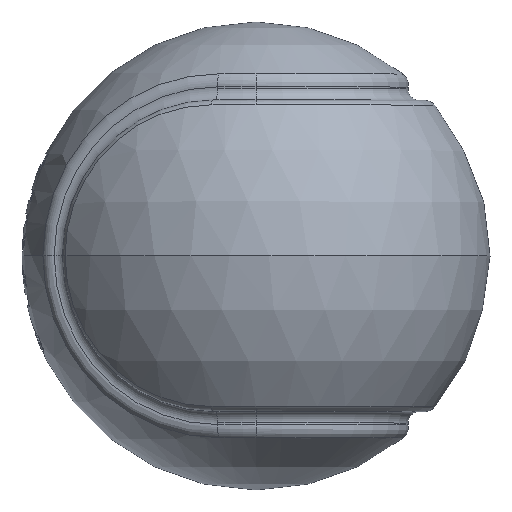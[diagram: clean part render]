
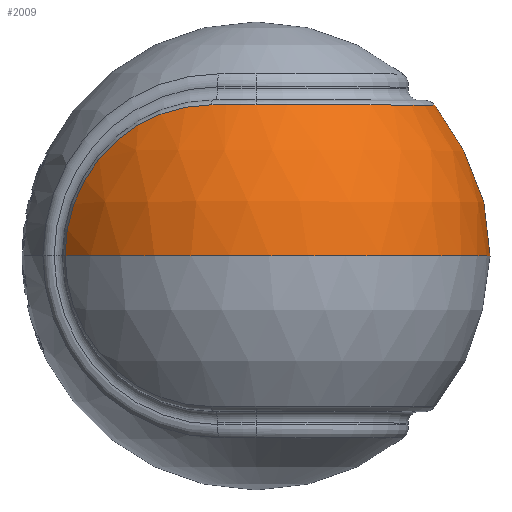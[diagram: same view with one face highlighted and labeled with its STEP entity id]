
A CAD part, top view. The second image highlights one B-rep face of the part: STEP entity #2009.
In plain terms, the highlighted spherical face has radius 50 mm.
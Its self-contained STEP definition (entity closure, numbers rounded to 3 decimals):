
#65 = CARTESIAN_POINT ( 'NONE',  ( 0., 32.221, 38.233 ) ) ;
#93 = CARTESIAN_POINT ( 'NONE',  ( 0., 0., 0. ) ) ;
#124 = ORIENTED_EDGE ( 'NONE', *, *, #1134, .T. ) ;
#194 = CARTESIAN_POINT ( 'NONE',  ( -9.635, 0., -36.999 ) ) ;
#255 = CIRCLE ( 'NONE', #4489, 38.233 ) ;
#262 = ORIENTED_EDGE ( 'NONE', *, *, #1017, .T. ) ;
#277 = DIRECTION ( 'NONE',  ( 0., 0., -1. ) ) ;
#309 = CIRCLE ( 'NONE', #840, 38.233 ) ;
#321 = EDGE_CURVE ( 'NONE', #1529, #2493, #255, .T. ) ;
#356 = ORIENTED_EDGE ( 'NONE', *, *, #560, .T. ) ;
#373 = CARTESIAN_POINT ( 'NONE',  ( 0., 32.221, 0. ) ) ;
#450 = CIRCLE ( 'NONE', #592, 50. ) ;
#477 = CARTESIAN_POINT ( 'NONE',  ( 0., 0., 0. ) ) ;
#511 = DIRECTION ( 'NONE',  ( 0., 0., 1. ) ) ;
#520 = CIRCLE ( 'NONE', #3483, 50. ) ;
#560 = EDGE_CURVE ( 'NONE', #4012, #2904, #450, .T. ) ;
#592 = AXIS2_PLACEMENT_3D ( 'NONE', #93, #2866, #511 ) ;
#596 = DIRECTION ( 'NONE',  ( 0.968, 0., -0.252 ) ) ;
#705 = DIRECTION ( 'NONE',  ( -0.252, 0., 0.968 ) ) ;
#711 = EDGE_CURVE ( 'NONE', #4012, #4998, #520, .T. ) ;
#766 = DIRECTION ( 'NONE',  ( 0., 0., -1. ) ) ;
#840 = AXIS2_PLACEMENT_3D ( 'NONE', #373, #3128, #766 ) ;
#868 = DIRECTION ( 'NONE',  ( 0., -1., 0. ) ) ;
#1017 = EDGE_CURVE ( 'NONE', #2493, #4998, #2651, .T. ) ;
#1084 = EDGE_CURVE ( 'NONE', #1404, #2951, #1472, .T. ) ;
#1134 = EDGE_CURVE ( 'NONE', #2951, #1529, #309, .T. ) ;
#1289 = CIRCLE ( 'NONE', #5074, 32.221 ) ;
#1292 = CARTESIAN_POINT ( 'NONE',  ( 0., 32.221, 0. ) ) ;
#1384 = ORIENTED_EDGE ( 'NONE', *, *, #3321, .T. ) ;
#1404 = VERTEX_POINT ( 'NONE', #3876 ) ;
#1472 = CIRCLE ( 'NONE', #4926, 38.233 ) ;
#1480 = CARTESIAN_POINT ( 'NONE',  ( -9.635, 32.221, 36.999 ) ) ;
#1529 = VERTEX_POINT ( 'NONE', #65 ) ;
#1687 = DIRECTION ( 'NONE',  ( 0., 0., -1. ) ) ;
#1772 = AXIS2_PLACEMENT_3D ( 'NONE', #477, #868, #4429 ) ;
#1893 = CARTESIAN_POINT ( 'NONE',  ( 0., 32.221, 0. ) ) ;
#2009 = ADVANCED_FACE ( 'NONE', ( #3359 ), #2412, .T. ) ;
#2294 = DIRECTION ( 'NONE',  ( 0., 0., -1. ) ) ;
#2342 = CARTESIAN_POINT ( 'NONE',  ( 0., 32.221, -38.233 ) ) ;
#2354 = ORIENTED_EDGE ( 'NONE', *, *, #711, .F. ) ;
#2412 = SPHERICAL_SURFACE ( 'NONE', #1772, 50. ) ;
#2493 = VERTEX_POINT ( 'NONE', #1480 ) ;
#2640 = DIRECTION ( 'NONE',  ( 0., -1., 0. ) ) ;
#2651 = CIRCLE ( 'NONE', #4120, 32.221 ) ;
#2703 = CARTESIAN_POINT ( 'NONE',  ( -40.816, 0., -28.88 ) ) ;
#2866 = DIRECTION ( 'NONE',  ( 0., 1., 0. ) ) ;
#2904 = VERTEX_POINT ( 'NONE', #2703 ) ;
#2951 = VERTEX_POINT ( 'NONE', #2342 ) ;
#2952 = DIRECTION ( 'NONE',  ( -0.252, 0., -0.968 ) ) ;
#3062 = CARTESIAN_POINT ( 'NONE',  ( -9.635, 0., 36.999 ) ) ;
#3077 = ORIENTED_EDGE ( 'NONE', *, *, #321, .T. ) ;
#3128 = DIRECTION ( 'NONE',  ( 0., -1., 0. ) ) ;
#3177 = CARTESIAN_POINT ( 'NONE',  ( -40.816, 0., 28.88 ) ) ;
#3321 = EDGE_CURVE ( 'NONE', #2904, #1404, #1289, .T. ) ;
#3359 = FACE_OUTER_BOUND ( 'NONE', #4723, .T. ) ;
#3471 = DIRECTION ( 'NONE',  ( -0.968, 0., -0.252 ) ) ;
#3483 = AXIS2_PLACEMENT_3D ( 'NONE', #5021, #2640, #277 ) ;
#3876 = CARTESIAN_POINT ( 'NONE',  ( -9.635, 32.221, -36.999 ) ) ;
#3979 = CARTESIAN_POINT ( 'NONE',  ( 50., 0., 0. ) ) ;
#4012 = VERTEX_POINT ( 'NONE', #3979 ) ;
#4051 = DIRECTION ( 'NONE',  ( 0., -1., 0. ) ) ;
#4120 = AXIS2_PLACEMENT_3D ( 'NONE', #3062, #705, #3471 ) ;
#4222 = ORIENTED_EDGE ( 'NONE', *, *, #1084, .T. ) ;
#4429 = DIRECTION ( 'NONE',  ( 0., 0., -1. ) ) ;
#4489 = AXIS2_PLACEMENT_3D ( 'NONE', #1292, #4051, #1687 ) ;
#4669 = DIRECTION ( 'NONE',  ( 0., -1., 0. ) ) ;
#4723 = EDGE_LOOP ( 'NONE', ( #2354, #356, #1384, #4222, #124, #3077, #262 ) ) ;
#4926 = AXIS2_PLACEMENT_3D ( 'NONE', #1893, #4669, #2294 ) ;
#4998 = VERTEX_POINT ( 'NONE', #3177 ) ;
#5021 = CARTESIAN_POINT ( 'NONE',  ( 0., 0., 0. ) ) ;
#5074 = AXIS2_PLACEMENT_3D ( 'NONE', #194, #2952, #596 ) ;
